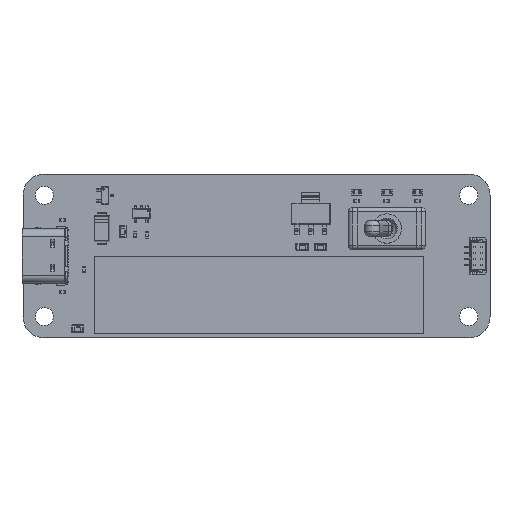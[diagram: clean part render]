
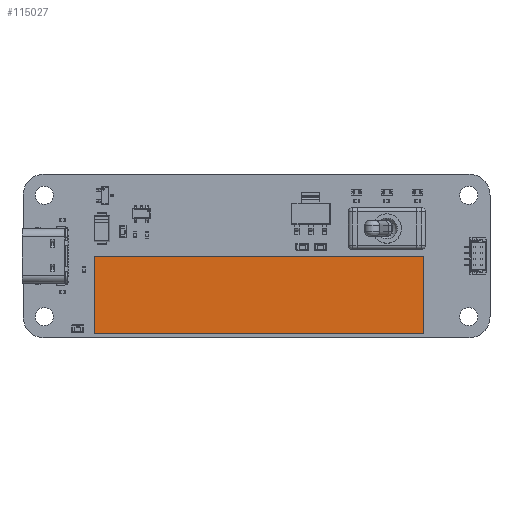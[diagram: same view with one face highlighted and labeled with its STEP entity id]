
A CAD part, top view. The second image highlights one B-rep face of the part: STEP entity #115027.
In plain terms, the highlighted planar face has unit normal (0, 0, 1).
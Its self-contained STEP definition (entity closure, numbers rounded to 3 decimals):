
#114898 = VERTEX_POINT('',#114899);
#114899 = CARTESIAN_POINT('',(-27.178,-6.35,9.9));
#114905 = EDGE_CURVE('',#114898,#114906,#114908,.T.);
#114906 = VERTEX_POINT('',#114907);
#114907 = CARTESIAN_POINT('',(-27.178,6.35,9.9));
#114908 = LINE('',#114909,#114910);
#114909 = CARTESIAN_POINT('',(-27.178,-6.35,9.9));
#114910 = VECTOR('',#114911,1.);
#114911 = DIRECTION('',(0.,1.,0.));
#114936 = EDGE_CURVE('',#114906,#114937,#114939,.T.);
#114937 = VERTEX_POINT('',#114938);
#114938 = CARTESIAN_POINT('',(27.178,6.35,9.9));
#114939 = LINE('',#114940,#114941);
#114940 = CARTESIAN_POINT('',(-27.178,6.35,9.9));
#114941 = VECTOR('',#114942,1.);
#114942 = DIRECTION('',(1.,0.,0.));
#114967 = EDGE_CURVE('',#114937,#114968,#114970,.T.);
#114968 = VERTEX_POINT('',#114969);
#114969 = CARTESIAN_POINT('',(27.178,-6.35,9.9));
#114970 = LINE('',#114971,#114972);
#114971 = CARTESIAN_POINT('',(27.178,6.35,9.9));
#114972 = VECTOR('',#114973,1.);
#114973 = DIRECTION('',(0.,-1.,0.));
#114998 = EDGE_CURVE('',#114968,#114898,#114999,.T.);
#114999 = LINE('',#115000,#115001);
#115000 = CARTESIAN_POINT('',(27.178,-6.35,9.9));
#115001 = VECTOR('',#115002,1.);
#115002 = DIRECTION('',(-1.,0.,0.));
#115027 = ADVANCED_FACE('',(#115028),#115034,.F.);
#115028 = FACE_BOUND('',#115029,.F.);
#115029 = EDGE_LOOP('',(#115030,#115031,#115032,#115033));
#115030 = ORIENTED_EDGE('',*,*,#114905,.T.);
#115031 = ORIENTED_EDGE('',*,*,#114936,.T.);
#115032 = ORIENTED_EDGE('',*,*,#114967,.T.);
#115033 = ORIENTED_EDGE('',*,*,#114998,.T.);
#115034 = PLANE('',#115035);
#115035 = AXIS2_PLACEMENT_3D('',#115036,#115037,#115038);
#115036 = CARTESIAN_POINT('',(0.,0.,
    9.9));
#115037 = DIRECTION('',(-0.,-0.,-1.));
#115038 = DIRECTION('',(-1.,0.,0.));
